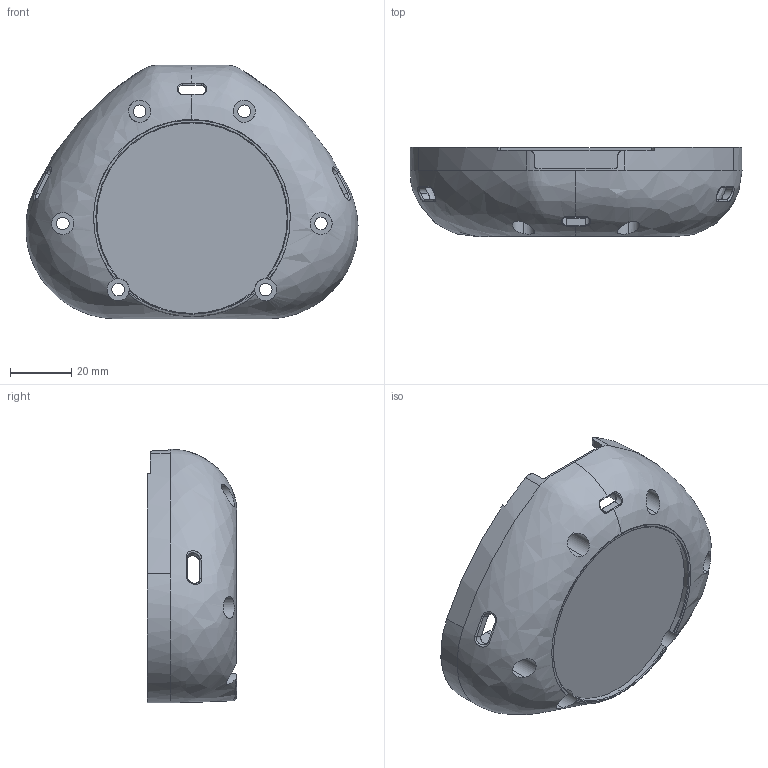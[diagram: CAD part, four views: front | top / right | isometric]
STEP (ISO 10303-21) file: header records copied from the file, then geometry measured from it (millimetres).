
FILE_DESCRIPTION (( 'STEP AP203' ), '1' );
FILE_NAME ('EN02-PALM_BASE.STEP', '2025-06-02T20:48:12', ( '' ), ( '' ), 'SwSTEP 2.0', 'SolidWorks 2024', '' );
FILE_SCHEMA (( 'CONFIG_CONTROL_DESIGN' ));
Length unit declared in the file: millimetre
Products named in the file (1): EN02-PALM_BASE
Bounding box: 107.99 x 29 x 82.5 mm (x, y, z)
Volume: 40103.5 mm3; surface area: 29222.8 mm2
Topology: 1 solids, 1 shells, 189 faces, 514 edges, 319 vertices
Faces by surface type: bspline 66, cylinder 65, plane 47, torus 8, cone 3
Entity records: 19093 total; most frequent: CARTESIAN_POINT 14856, ORIENTED_EDGE 1012, DIRECTION 680, EDGE_CURVE 506, VERTEX_POINT 319, AXIS2_PLACEMENT_3D 277, B_SPLINE_CURVE_WITH_KNOTS 227, EDGE_LOOP 207
